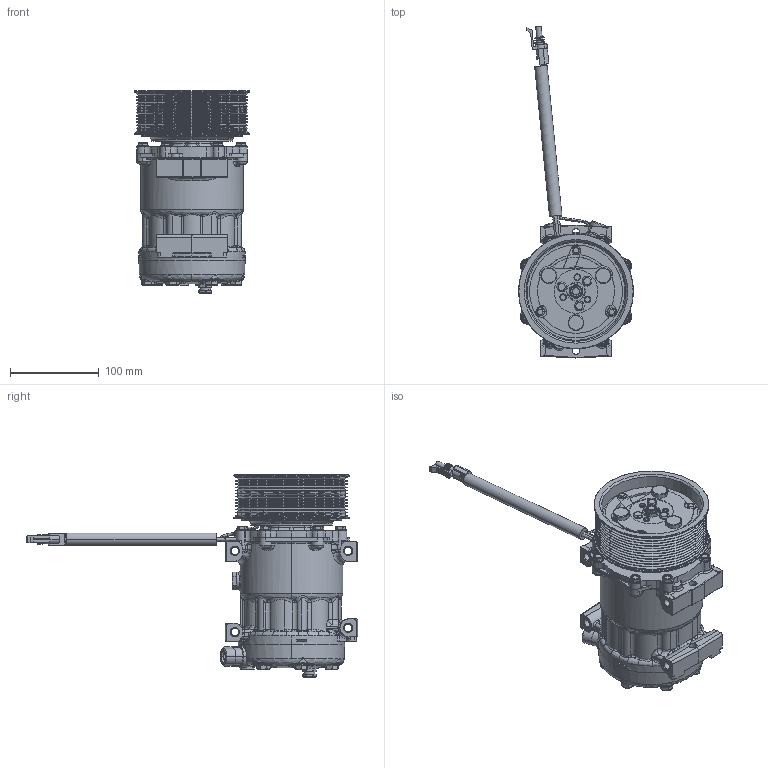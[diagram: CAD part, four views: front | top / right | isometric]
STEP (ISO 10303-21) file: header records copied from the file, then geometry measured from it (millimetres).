
FILE_DESCRIPTION (( 'STEP AP203' ), '1' );
FILE_NAME ('4678_Compressor.STEP', '2007-02-02T23:17:53', ( 'DLee' ), ( 'DRL Technologies' ), 'SwSTEP 2.0', 'SolidWorks 2006104', '' );
FILE_SCHEMA (( 'CONFIG_CONTROL_DESIGN' ));
Length unit declared in the file: millimetre
Products named in the file (1): 4678_Compressor
Bounding box: 130 x 374.85 x 228.37 mm (x, y, z)
Volume: 2295012.8 mm3; surface area: 244196.1 mm2
Topology: 1 solids, 6 shells, 2322 faces, 6001 edges, 3705 vertices
Faces by surface type: bspline 785, cylinder 589, plane 565, cone 285, torus 98
Entity records: 214383 total; most frequent: CARTESIAN_POINT 165002, ORIENTED_EDGE 11914, DIRECTION 8139, EDGE_CURVE 5957, VERTEX_POINT 3705, AXIS2_PLACEMENT_3D 3284, EDGE_LOOP 2458, B_SPLINE_CURVE_WITH_KNOTS 2331
